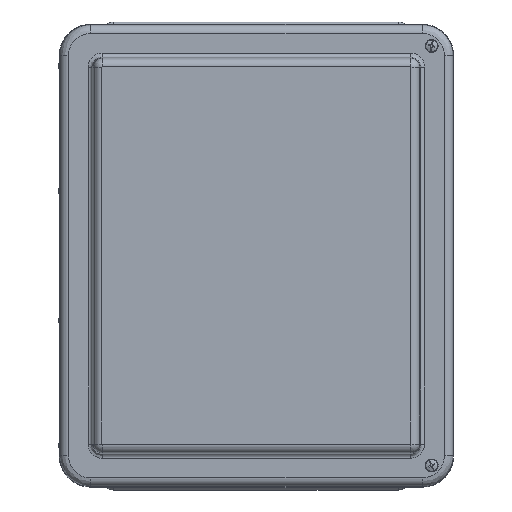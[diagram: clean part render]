
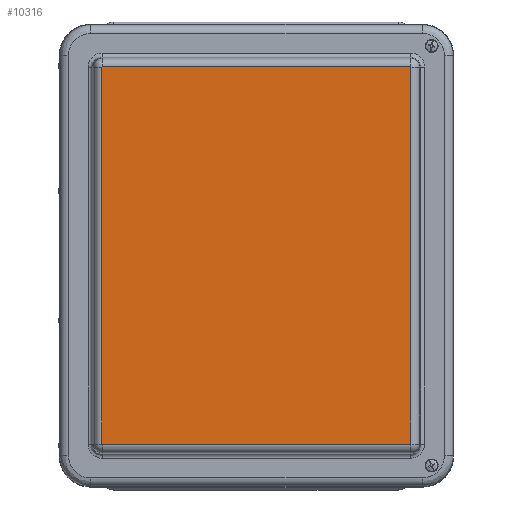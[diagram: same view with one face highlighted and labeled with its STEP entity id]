
A CAD part, top view. The second image highlights one B-rep face of the part: STEP entity #10316.
In plain terms, the highlighted planar face has unit normal (0, 0, 1).
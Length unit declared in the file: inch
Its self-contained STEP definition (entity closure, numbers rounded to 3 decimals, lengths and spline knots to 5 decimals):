
#203 = CARTESIAN_POINT ( 'NONE',  ( -4.45311, 5.46765, 1.58762 ) ) ;
#442 = DIRECTION ( 'NONE',  ( -1., 0., 0. ) ) ;
#492 = EDGE_CURVE ( 'NONE', #37646, #12589, #30789, .T. ) ;
#576 = CARTESIAN_POINT ( 'NONE',  ( 4.49255, -5.46298, 1.58762 ) ) ;
#590 = CARTESIAN_POINT ( 'NONE',  ( 4.48608, 5.46765, 1.58762 ) ) ;
#2651 = EDGE_CURVE ( 'NONE', #12589, #4983, #40741, .T. ) ;
#2801 = ORIENTED_EDGE ( 'NONE', *, *, #2651, .T. ) ;
#3053 = ORIENTED_EDGE ( 'NONE', *, *, #30760, .T. ) ;
#3105 = CARTESIAN_POINT ( 'NONE',  ( -4.45959, 5.46117, 1.58762 ) ) ;
#3254 = CARTESIAN_POINT ( 'NONE',  ( -4.45896, 5.4645, 1.58762 ) ) ;
#3562 = CARTESIAN_POINT ( 'NONE',  ( -4.45959, 5.46298, 1.58762 ) ) ;
#4221 = CARTESIAN_POINT ( 'NONE',  ( -4.45959, 5.46117, 1.58762 ) ) ;
#4329 = EDGE_CURVE ( 'NONE', #7162, #38025, #39897, .T. ) ;
#4983 = VERTEX_POINT ( 'NONE', #26091 ) ;
#6533 = EDGE_CURVE ( 'NONE', #29343, #7162, #38866, .T. ) ;
#6822 = CARTESIAN_POINT ( 'NONE',  ( 0.01648, 5.46765, 1.58762 ) ) ;
#7162 = VERTEX_POINT ( 'NONE', #4221 ) ;
#7383 = VECTOR ( 'NONE', #24411, 39.37008 ) ;
#8081 = EDGE_CURVE ( 'NONE', #30998, #35123, #24651, .T. ) ;
#8217 = CARTESIAN_POINT ( 'NONE',  ( -4.45644, -5.46702, 1.58762 ) ) ;
#9576 = CARTESIAN_POINT ( 'NONE',  ( 4.49255, 5.46117, 1.58762 ) ) ;
#9989 = CARTESIAN_POINT ( 'NONE',  ( 4.49255, 5.46117, 1.58762 ) ) ;
#10091 = CARTESIAN_POINT ( 'NONE',  ( -4.45311, -5.46765, 1.58762 ) ) ;
#10316 = ADVANCED_FACE ( 'NONE', ( #17652 ), #16394, .T. ) ;
#10414 = CARTESIAN_POINT ( 'NONE',  ( 4.49255, -5.46118, 1.58762 ) ) ;
#10596 = ORIENTED_EDGE ( 'NONE', *, *, #15279, .T. ) ;
#11989 = CARTESIAN_POINT ( 'NONE',  ( 0.01648, -5.46765, 1.58762 ) ) ;
#12589 = VERTEX_POINT ( 'NONE', #9576 ) ;
#12836 = CARTESIAN_POINT ( 'NONE',  ( -4.45959, -5.46118, 1.58762 ) ) ;
#14038 = CARTESIAN_POINT ( 'NONE',  ( -4.45959, 0., 1.58762 ) ) ;
#14292 = CARTESIAN_POINT ( 'NONE',  ( 4.48939, -5.46701, 1.58762 ) ) ;
#14865 = DIRECTION ( 'NONE',  ( 1., 0., 0. ) ) ;
#15279 = EDGE_CURVE ( 'NONE', #4983, #29343, #35801, .T. ) ;
#16394 = PLANE ( 'NONE',  #35238 ) ;
#16607 = EDGE_CURVE ( 'NONE', #35123, #37646, #27414, .T. ) ;
#17328 = CARTESIAN_POINT ( 'NONE',  ( 4.48785, -5.46765, 1.58762 ) ) ;
#17652 = FACE_OUTER_BOUND ( 'NONE', #21101, .T. ) ;
#17735 = CARTESIAN_POINT ( 'NONE',  ( -4.45895, -5.46449, 1.58762 ) ) ;
#18668 = ORIENTED_EDGE ( 'NONE', *, *, #16607, .T. ) ;
#19235 = ORIENTED_EDGE ( 'NONE', *, *, #6533, .T. ) ;
#20119 = CARTESIAN_POINT ( 'NONE',  ( 4.49255, 5.46295, 1.58762 ) ) ;
#20805 = CARTESIAN_POINT ( 'NONE',  ( 4.49255, -5.46118, 1.58762 ) ) ;
#21101 = EDGE_LOOP ( 'NONE', ( #3053, #37190, #18668, #39385, #2801, #10596, #19235, #30558 ) ) ;
#24369 = CARTESIAN_POINT ( 'NONE',  ( -4.45311, -5.46765, 1.58762 ) ) ;
#24411 = DIRECTION ( 'NONE',  ( 0., -1., 0. ) ) ;
#24651 = LINE ( 'NONE', #11989, #41105 ) ;
#24678 = CARTESIAN_POINT ( 'NONE',  ( -4.45959, -5.46295, 1.58762 ) ) ;
#26091 = CARTESIAN_POINT ( 'NONE',  ( 4.48608, 5.46765, 1.58762 ) ) ;
#26478 = VECTOR ( 'NONE', #442, 39.37008 ) ;
#27221 = VECTOR ( 'NONE', #37095, 39.37008 ) ;
#27414 = B_SPLINE_CURVE_WITH_KNOTS ( 'NONE', 3,
 ( #34022, #17328, #14292, #30560, #576, #20805 ),
 .UNSPECIFIED., .F., .F.,
 ( 4, 2, 4 ),
 ( 0., 0.5, 1. ),
 .UNSPECIFIED. ) ;
#29098 = B_SPLINE_CURVE_WITH_KNOTS ( 'NONE', 3,
 ( #41074, #24678, #17735, #8217, #41205, #24369 ),
 .UNSPECIFIED., .F., .F.,
 ( 4, 2, 4 ),
 ( 0., 0.5, 1. ),
 .UNSPECIFIED. ) ;
#29343 = VERTEX_POINT ( 'NONE', #40061 ) ;
#29503 = CARTESIAN_POINT ( 'NONE',  ( 0.01648, 0., 1.58762 ) ) ;
#30304 = CARTESIAN_POINT ( 'NONE',  ( 4.48788, 5.46765, 1.58762 ) ) ;
#30558 = ORIENTED_EDGE ( 'NONE', *, *, #4329, .T. ) ;
#30560 = CARTESIAN_POINT ( 'NONE',  ( 4.49192, -5.4645, 1.58762 ) ) ;
#30760 = EDGE_CURVE ( 'NONE', #38025, #30998, #29098, .T. ) ;
#30789 = LINE ( 'NONE', #34175, #27221 ) ;
#30998 = VERTEX_POINT ( 'NONE', #10091 ) ;
#33127 = DIRECTION ( 'NONE',  ( 0., 0., 1. ) ) ;
#34022 = CARTESIAN_POINT ( 'NONE',  ( 4.48608, -5.46765, 1.58762 ) ) ;
#34175 = CARTESIAN_POINT ( 'NONE',  ( 4.49255, 0., 1.58762 ) ) ;
#35123 = VERTEX_POINT ( 'NONE', #40147 ) ;
#35238 = AXIS2_PLACEMENT_3D ( 'NONE', #29503, #33127, #39051 ) ;
#35801 = LINE ( 'NONE', #6822, #26478 ) ;
#36378 = CARTESIAN_POINT ( 'NONE',  ( 4.49191, 5.46449, 1.58762 ) ) ;
#36571 = CARTESIAN_POINT ( 'NONE',  ( -4.45643, 5.46701, 1.58762 ) ) ;
#37095 = DIRECTION ( 'NONE',  ( 0., 1., 0. ) ) ;
#37190 = ORIENTED_EDGE ( 'NONE', *, *, #8081, .T. ) ;
#37646 = VERTEX_POINT ( 'NONE', #10414 ) ;
#38025 = VERTEX_POINT ( 'NONE', #12836 ) ;
#38866 = B_SPLINE_CURVE_WITH_KNOTS ( 'NONE', 3,
 ( #203, #39464, #36571, #3254, #3562, #3105 ),
 .UNSPECIFIED., .F., .F.,
 ( 4, 2, 4 ),
 ( 0., 0.5, 1. ),
 .UNSPECIFIED. ) ;
#39051 = DIRECTION ( 'NONE',  ( 1., 0., 0. ) ) ;
#39385 = ORIENTED_EDGE ( 'NONE', *, *, #492, .T. ) ;
#39464 = CARTESIAN_POINT ( 'NONE',  ( -4.45489, 5.46765, 1.58762 ) ) ;
#39834 = CARTESIAN_POINT ( 'NONE',  ( 4.4894, 5.46702, 1.58762 ) ) ;
#39897 = LINE ( 'NONE', #14038, #7383 ) ;
#40061 = CARTESIAN_POINT ( 'NONE',  ( -4.45311, 5.46765, 1.58762 ) ) ;
#40147 = CARTESIAN_POINT ( 'NONE',  ( 4.48608, -5.46765, 1.58762 ) ) ;
#40741 = B_SPLINE_CURVE_WITH_KNOTS ( 'NONE', 3,
 ( #9989, #20119, #36378, #39834, #30304, #590 ),
 .UNSPECIFIED., .F., .F.,
 ( 4, 2, 4 ),
 ( 0., 0.5, 1. ),
 .UNSPECIFIED. ) ;
#41074 = CARTESIAN_POINT ( 'NONE',  ( -4.45959, -5.46118, 1.58762 ) ) ;
#41105 = VECTOR ( 'NONE', #14865, 39.37008 ) ;
#41205 = CARTESIAN_POINT ( 'NONE',  ( -4.45491, -5.46765, 1.58762 ) ) ;
